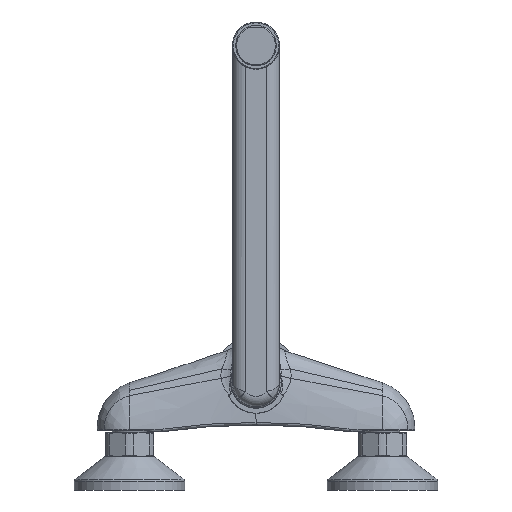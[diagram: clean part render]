
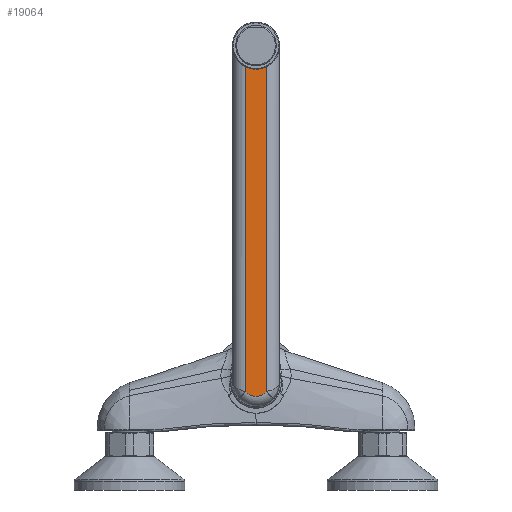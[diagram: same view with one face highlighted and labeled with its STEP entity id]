
A CAD part, front view. The second image highlights one B-rep face of the part: STEP entity #19064.
In plain terms, the highlighted planar face has unit normal (0, -1, 0).
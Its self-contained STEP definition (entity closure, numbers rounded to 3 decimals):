
#17405=CARTESIAN_POINT('',(0.,-56.,200.));
#17406=DIRECTION('',(0.,1.,0.));
#17407=DIRECTION('',(0.429,0.,-0.904));
#17408=AXIS2_PLACEMENT_3D('',#17405,#17406,#17407);
#17550=DIRECTION('',(0.,0.,-1.));
#17551=VECTOR('',#17550,192.642);
#17552=CARTESIAN_POINT('',(-6.,-56.,187.351));
#17553=LINE('',#17552,#17551);
#17554=CARTESIAN_POINT('',(-6.,-56.,-5.292));
#17592=CARTESIAN_POINT('',(0.,-56.,0.));
#17593=DIRECTION('',(0.,1.,0.));
#17594=DIRECTION('',(0.75,0.,-0.661));
#17595=AXIS2_PLACEMENT_3D('',#17592,#17593,#17594);
#17854=DIRECTION('',(0.,0.,1.));
#17855=VECTOR('',#17854,192.642);
#17856=CARTESIAN_POINT('',(6.,-56.,-5.292));
#17857=LINE('',#17856,#17855);
#18657=CARTESIAN_POINT('',(6.,-56.,187.351));
#18658=CARTESIAN_POINT('',(-6.,-56.,187.351));
#18659=VERTEX_POINT('',#18657);
#18660=VERTEX_POINT('',#18658);
#18673=VERTEX_POINT('',#17554);
#18678=CARTESIAN_POINT('',(6.,-56.,-5.292));
#18679=VERTEX_POINT('',#18678);
#19051=CARTESIAN_POINT('',(-6.,-56.,-36.8));
#19052=DIRECTION('',(0.,-1.,0.));
#19053=DIRECTION('',(1.,0.,0.));
#19054=AXIS2_PLACEMENT_3D('',#19051,#19052,#19053);
#19055=PLANE('',#19054);
#19057=ORIENTED_EDGE('',*,*,#19056,.T.);
#19058=ORIENTED_EDGE('',*,*,#19033,.F.);
#19059=ORIENTED_EDGE('',*,*,#18914,.F.);
#19061=ORIENTED_EDGE('',*,*,#19060,.F.);
#19062=EDGE_LOOP('',(#19057,#19058,#19059,#19061));
#19063=FACE_OUTER_BOUND('',#19062,.F.);
#19064=ADVANCED_FACE('',(#19063),#19055,.T.);
#17409=CIRCLE('',#17408,14.);
#17596=CIRCLE('',#17595,8.);
#18914=EDGE_CURVE('',#18659,#18660,#17409,.T.);
#19033=EDGE_CURVE('',#18660,#18673,#17553,.T.);
#19056=EDGE_CURVE('',#18679,#18673,#17596,.T.);
#19060=EDGE_CURVE('',#18679,#18659,#17857,.T.);
